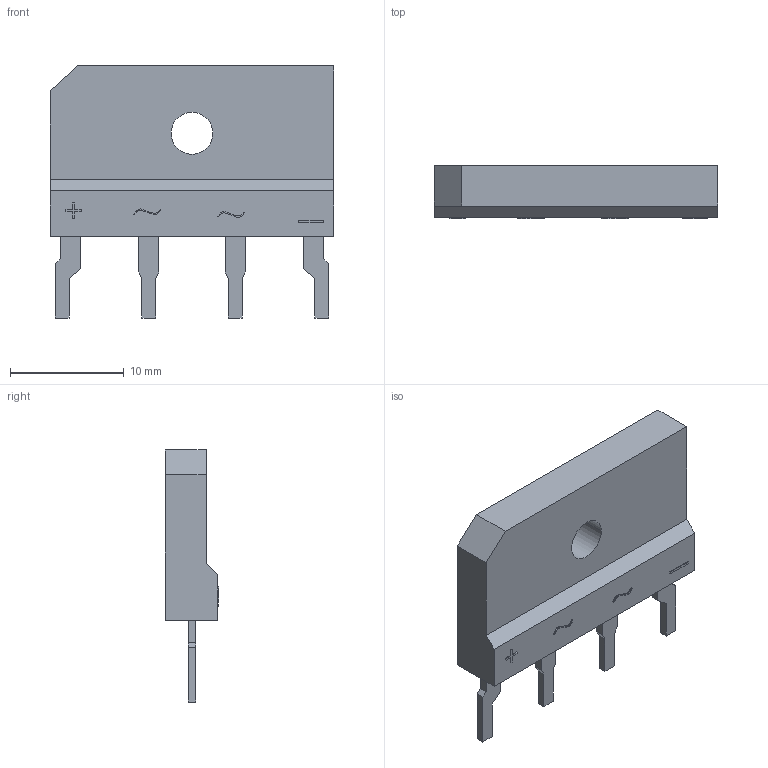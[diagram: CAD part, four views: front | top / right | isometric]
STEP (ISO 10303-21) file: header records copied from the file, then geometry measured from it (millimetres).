
FILE_DESCRIPTION (( 'STEP AP214' ), '1' );
FILE_NAME ('KBJ_4P-L25.0-W4.6-P7.62.step', '2022-08-04T05:24:09', ( '' ), ( '' ), 'SwSTEP 2.0', 'SolidWorks 2020', '' );
FILE_SCHEMA (( 'AUTOMOTIVE_DESIGN' ));
Length unit declared in the file: millimetre
Products named in the file (1): KBJ_4P-L25.0-W4.6-P7.62
Bounding box: 25 x 4.7 x 22.2 mm (x, y, z)
Volume: 1445.1 mm3; surface area: 1225.9 mm2
Topology: 14 solids, 14 shells, 370 faces, 981 edges, 654 vertices
Faces by surface type: plane 242, bspline 126, cylinder 2
Entity records: 16520 total; most frequent: CARTESIAN_POINT 5324, ORIENTED_EDGE 1962, DIRECTION 1219, EDGE_CURVE 981, LINE 721, VECTOR 721, VERTEX_POINT 654, EDGE_LOOP 399
